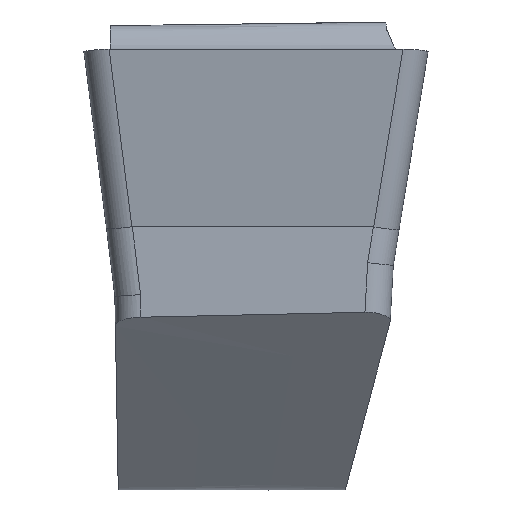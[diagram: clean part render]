
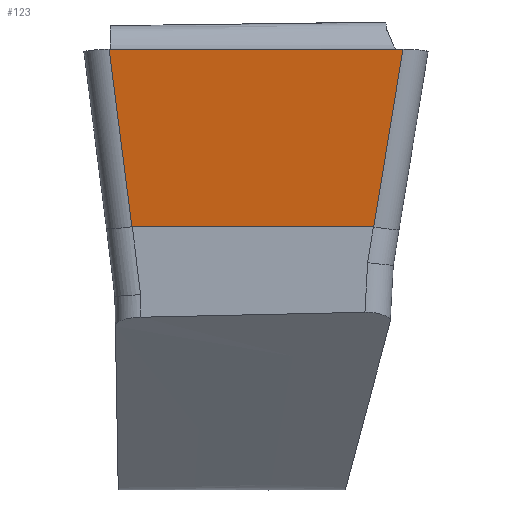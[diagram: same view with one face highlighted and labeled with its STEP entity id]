
A CAD part, front view. The second image highlights one B-rep face of the part: STEP entity #123.
In plain terms, the highlighted planar face has unit normal (0, -0.993, -0.122).
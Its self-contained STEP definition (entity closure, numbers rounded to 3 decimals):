
#46=ELLIPSE('',#640,2.48,0.3);
#47=ELLIPSE('',#641,2.492,0.3);
#60=PLANE('',#642);
#81=LINE('',#2422,#107);
#82=LINE('',#2426,#108);
#83=LINE('',#2430,#109);
#107=VECTOR('',#704,1.);
#108=VECTOR('',#707,1.);
#109=VECTOR('',#710,1.);
#123=ADVANCED_FACE('',(#148),#60,.F.);
#148=FACE_OUTER_BOUND('',#170,.T.);
#170=EDGE_LOOP('',(#285,#286,#287,#288,#289,#290));
#285=ORIENTED_EDGE('',*,*,#513,.T.);
#286=ORIENTED_EDGE('',*,*,#514,.T.);
#287=ORIENTED_EDGE('',*,*,#515,.T.);
#288=ORIENTED_EDGE('',*,*,#516,.T.);
#289=ORIENTED_EDGE('',*,*,#517,.T.);
#290=ORIENTED_EDGE('',*,*,#518,.T.);
#432=VERTEX_POINT('',#2420);
#433=VERTEX_POINT('',#2421);
#434=VERTEX_POINT('',#2423);
#435=VERTEX_POINT('',#2425);
#436=VERTEX_POINT('',#2427);
#437=VERTEX_POINT('',#2429);
#513=EDGE_CURVE('',#432,#433,#587,.T.);
#514=EDGE_CURVE('',#433,#434,#81,.T.);
#515=EDGE_CURVE('',#434,#435,#46,.T.);
#516=EDGE_CURVE('',#435,#436,#82,.T.);
#517=EDGE_CURVE('',#436,#437,#47,.T.);
#518=EDGE_CURVE('',#437,#432,#83,.T.);
#587=B_SPLINE_CURVE_WITH_KNOTS('',3,(#2410,#2411,#2412,#2413,#2414,#2415,
#2416,#2417,#2418,#2419),.UNSPECIFIED.,.F.,.F.,(4,3,3,4),(0.,0.358,
0.724,1.),.UNSPECIFIED.);
#640=AXIS2_PLACEMENT_3D('',#2424,#705,#706);
#641=AXIS2_PLACEMENT_3D('',#2428,#708,#709);
#642=AXIS2_PLACEMENT_3D('',#2431,#711,#712);
#704=DIRECTION('',(0.126,0.121,-0.985));
#705=DIRECTION('',(0.,0.993,0.122));
#706=DIRECTION('',(0.123,0.121,-0.985));
#707=DIRECTION('',(1.,0.,0.));
#708=DIRECTION('',(0.,0.993,0.122));
#709=DIRECTION('',(0.158,-0.12,0.98));
#710=DIRECTION('',(0.161,-0.12,0.98));
#711=DIRECTION('',(0.,0.993,0.122));
#712=DIRECTION('',(0.,-0.122,0.993));
#2410=CARTESIAN_POINT('',(1.71,-4.304,0.029));
#2411=CARTESIAN_POINT('',(1.303,-4.304,0.029));
#2412=CARTESIAN_POINT('',(0.895,-4.304,0.029));
#2413=CARTESIAN_POINT('',(0.487,-4.304,0.029));
#2414=CARTESIAN_POINT('',(0.069,-4.304,0.029));
#2415=CARTESIAN_POINT('',(-0.349,-4.304,0.029));
#2416=CARTESIAN_POINT('',(-0.767,-4.304,0.029));
#2417=CARTESIAN_POINT('',(-1.081,-4.304,0.029));
#2418=CARTESIAN_POINT('',(-1.395,-4.304,0.029));
#2419=CARTESIAN_POINT('',(-1.71,-4.304,0.029));
#2420=CARTESIAN_POINT('',(1.71,-4.304,0.029));
#2421=CARTESIAN_POINT('',(-1.71,-4.304,0.029));
#2422=CARTESIAN_POINT('',(-1.715,-4.308,0.068));
#2423=CARTESIAN_POINT('',(-1.445,-4.05,-2.036));
#2424=CARTESIAN_POINT('',(-1.14,-3.75,-4.479));
#2425=CARTESIAN_POINT('',(-1.44,-4.05,-2.036));
#2426=CARTESIAN_POINT('',(2.248,-4.05,-2.036));
#2427=CARTESIAN_POINT('',(1.366,-4.05,-2.036));
#2428=CARTESIAN_POINT('',(0.979,-3.75,-4.479));
#2429=CARTESIAN_POINT('',(1.372,-4.05,-2.037));
#2430=CARTESIAN_POINT('',(1.38,-4.056,-1.987));
#2431=CARTESIAN_POINT('',(2.248,-4.3,0.));
